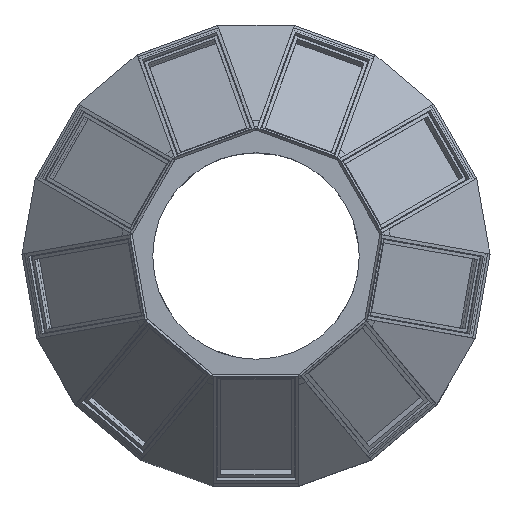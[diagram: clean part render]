
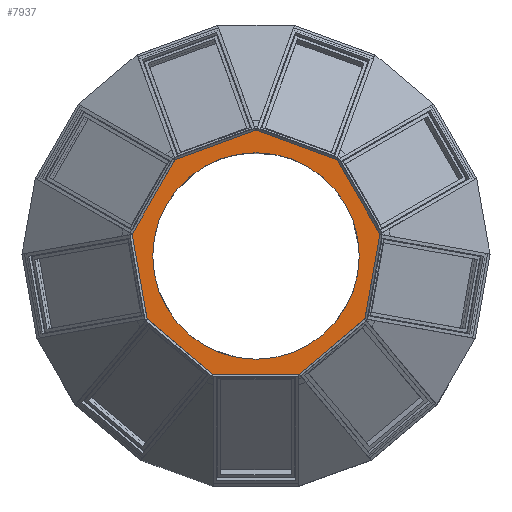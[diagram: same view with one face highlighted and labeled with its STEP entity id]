
A CAD part, top view. The second image highlights one B-rep face of the part: STEP entity #7937.
In plain terms, the highlighted planar face has unit normal (0, 0, 1).
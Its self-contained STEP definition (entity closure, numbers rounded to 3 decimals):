
#72=CIRCLE('',#8417,30.729);
#339=FACE_BOUND('',#1065,.T.);
#594=FACE_OUTER_BOUND('',#1064,.T.);
#1064=EDGE_LOOP('',(#6182,#6183,#6184,#6185,#6186,#6187,#6188,#6189,#6190));
#1065=EDGE_LOOP('',(#6191));
#1623=LINE('',#11422,#2563);
#1630=LINE('',#11436,#2570);
#1637=LINE('',#11450,#2577);
#1645=LINE('',#11471,#2585);
#1957=LINE('',#12589,#2897);
#1958=LINE('',#12590,#2898);
#1959=LINE('',#12592,#2899);
#1960=LINE('',#12594,#2900);
#1961=LINE('',#12595,#2901);
#2563=VECTOR('',#9242,10.);
#2570=VECTOR('',#9251,10.);
#2577=VECTOR('',#9260,10.);
#2585=VECTOR('',#9270,10.);
#2897=VECTOR('',#9720,10.);
#2898=VECTOR('',#9721,10.);
#2899=VECTOR('',#9722,10.);
#2900=VECTOR('',#9723,10.);
#2901=VECTOR('',#9724,10.);
#3456=VERTEX_POINT('',#11408);
#3462=VERTEX_POINT('',#11420);
#3464=VERTEX_POINT('',#11425);
#3470=VERTEX_POINT('',#11439);
#3476=VERTEX_POINT('',#11453);
#3723=VERTEX_POINT('',#12587);
#3724=VERTEX_POINT('',#12588);
#3725=VERTEX_POINT('',#12591);
#3726=VERTEX_POINT('',#12593);
#3727=VERTEX_POINT('',#12596);
#4303=EDGE_CURVE('',#3456,#3462,#1623,.T.);
#4310=EDGE_CURVE('',#3464,#3456,#1630,.T.);
#4317=EDGE_CURVE('',#3470,#3464,#1637,.T.);
#4326=EDGE_CURVE('',#3476,#3470,#1645,.T.);
#4685=EDGE_CURVE('',#3723,#3724,#1957,.T.);
#4686=EDGE_CURVE('',#3724,#3476,#1958,.T.);
#4687=EDGE_CURVE('',#3462,#3725,#1959,.T.);
#4688=EDGE_CURVE('',#3725,#3726,#1960,.T.);
#4689=EDGE_CURVE('',#3726,#3723,#1961,.T.);
#4690=EDGE_CURVE('',#3727,#3727,#72,.T.);
#6182=ORIENTED_EDGE('',*,*,#4685,.T.);
#6183=ORIENTED_EDGE('',*,*,#4686,.T.);
#6184=ORIENTED_EDGE('',*,*,#4326,.T.);
#6185=ORIENTED_EDGE('',*,*,#4317,.T.);
#6186=ORIENTED_EDGE('',*,*,#4310,.T.);
#6187=ORIENTED_EDGE('',*,*,#4303,.T.);
#6188=ORIENTED_EDGE('',*,*,#4687,.T.);
#6189=ORIENTED_EDGE('',*,*,#4688,.T.);
#6190=ORIENTED_EDGE('',*,*,#4689,.T.);
#6191=ORIENTED_EDGE('',*,*,#4690,.T.);
#7555=PLANE('',#8416);
#7937=ADVANCED_FACE('',(#594,#339),#7555,.T.);
#8416=AXIS2_PLACEMENT_3D('',#12586,#9718,#9719);
#8417=AXIS2_PLACEMENT_3D('',#12597,#9725,#9726);
#9242=DIRECTION('',(0.174,0.985,0.));
#9251=DIRECTION('',(0.766,0.643,0.));
#9260=DIRECTION('',(1.,0.,0.));
#9270=DIRECTION('',(0.766,-0.643,0.));
#9718=DIRECTION('center_axis',(0.,0.,1.));
#9719=DIRECTION('ref_axis',(-1.,0.,0.));
#9720=DIRECTION('',(-0.5,-0.866,0.));
#9721=DIRECTION('',(0.174,-0.985,0.));
#9722=DIRECTION('',(-0.5,0.866,0.));
#9723=DIRECTION('',(-0.94,0.342,0.));
#9724=DIRECTION('',(-0.94,-0.342,0.));
#9725=DIRECTION('center_axis',(0.,0.,-1.));
#9726=DIRECTION('ref_axis',(-1.,0.,0.));
#11408=CARTESIAN_POINT('',(32.421,-18.722,195.3));
#11420=CARTESIAN_POINT('',(36.87,6.498,195.3));
#11422=CARTESIAN_POINT('',(32.421,-18.722,195.3));
#11425=CARTESIAN_POINT('',(12.802,-35.182,195.3));
#11436=CARTESIAN_POINT('',(12.802,-35.182,195.3));
#11439=CARTESIAN_POINT('',(-12.807,-35.18,195.3));
#11450=CARTESIAN_POINT('',(-12.807,-35.18,195.3));
#11453=CARTESIAN_POINT('',(-32.424,-18.717,195.3));
#11471=CARTESIAN_POINT('',(-32.424,-18.717,195.3));
#12586=CARTESIAN_POINT('Origin',(0.,1.128,195.3));
#12587=CARTESIAN_POINT('',(-24.063,28.682,195.3));
#12588=CARTESIAN_POINT('',(-36.869,6.504,195.3));
#12589=CARTESIAN_POINT('',(-24.063,28.682,195.3));
#12590=CARTESIAN_POINT('',(-36.869,6.504,195.3));
#12591=CARTESIAN_POINT('',(24.067,28.678,195.3));
#12592=CARTESIAN_POINT('',(36.87,6.498,195.3));
#12593=CARTESIAN_POINT('',(0.003,37.439,195.3));
#12594=CARTESIAN_POINT('',(24.067,28.678,195.3));
#12595=CARTESIAN_POINT('',(0.003,37.439,195.3));
#12596=CARTESIAN_POINT('',(30.729,0.,195.3));
#12597=CARTESIAN_POINT('Origin',(0.,0.,
195.3));
